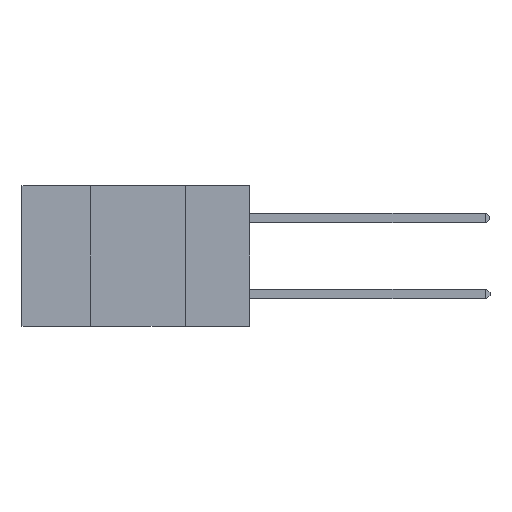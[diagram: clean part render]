
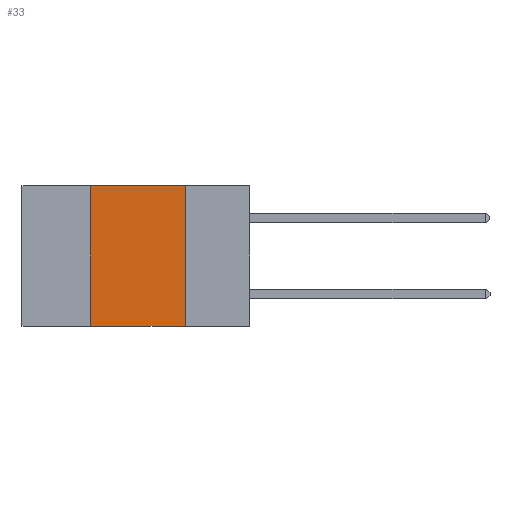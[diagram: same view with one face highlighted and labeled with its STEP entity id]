
A CAD part, left-side view. The second image highlights one B-rep face of the part: STEP entity #33.
In plain terms, the highlighted planar face has unit normal (-1, 0, 0).
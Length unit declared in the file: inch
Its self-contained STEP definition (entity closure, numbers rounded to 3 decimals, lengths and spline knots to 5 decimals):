
#33 = ADVANCED_FACE ( 'NONE', ( #12183 ), #6743, .F. ) ;
#552 = LINE ( 'NONE', #4564, #5355 ) ;
#1433 = CARTESIAN_POINT ( 'NONE',  ( 0., 0.42, -0.37 ) ) ;
#1836 = LINE ( 'NONE', #5506, #11571 ) ;
#2104 = LINE ( 'NONE', #4105, #11856 ) ;
#2333 = VECTOR ( 'NONE', #9810, 39.37008 ) ;
#2336 = DIRECTION ( 'NONE',  ( 0., -1., 0. ) ) ;
#2518 = VERTEX_POINT ( 'NONE', #7869 ) ;
#2603 = EDGE_CURVE ( 'NONE', #10555, #4590, #2104, .T. ) ;
#3637 = EDGE_CURVE ( 'NONE', #10555, #11792, #552, .T. ) ;
#3798 = DIRECTION ( 'NONE',  ( 1., 0., 0. ) ) ;
#4105 = CARTESIAN_POINT ( 'NONE',  ( 0., 0.6, -0.37 ) ) ;
#4564 = CARTESIAN_POINT ( 'NONE',  ( 0., 0.42, 0. ) ) ;
#4590 = VERTEX_POINT ( 'NONE', #7533 ) ;
#4768 = CARTESIAN_POINT ( 'NONE',  ( 0., 0.17, 0. ) ) ;
#5307 = EDGE_CURVE ( 'NONE', #2518, #4590, #9941, .T. ) ;
#5355 = VECTOR ( 'NONE', #10190, 39.37008 ) ;
#5506 = CARTESIAN_POINT ( 'NONE',  ( 0., 0.6, 0. ) ) ;
#6063 = ORIENTED_EDGE ( 'NONE', *, *, #5307, .F. ) ;
#6743 = PLANE ( 'NONE',  #9031 ) ;
#7533 = CARTESIAN_POINT ( 'NONE',  ( 0., 0.17, -0.37 ) ) ;
#7869 = CARTESIAN_POINT ( 'NONE',  ( 0., 0.17, 0. ) ) ;
#8095 = ORIENTED_EDGE ( 'NONE', *, *, #11458, .F. ) ;
#9031 = AXIS2_PLACEMENT_3D ( 'NONE', #11737, #3798, #12260 ) ;
#9103 = EDGE_LOOP ( 'NONE', ( #6063, #8095, #11079, #9791 ) ) ;
#9791 = ORIENTED_EDGE ( 'NONE', *, *, #2603, .T. ) ;
#9794 = CARTESIAN_POINT ( 'NONE',  ( 0., 0.42, 0. ) ) ;
#9810 = DIRECTION ( 'NONE',  ( 0., 0., -1. ) ) ;
#9941 = LINE ( 'NONE', #4768, #2333 ) ;
#10190 = DIRECTION ( 'NONE',  ( 0., 0., 1. ) ) ;
#10555 = VERTEX_POINT ( 'NONE', #1433 ) ;
#11079 = ORIENTED_EDGE ( 'NONE', *, *, #3637, .F. ) ;
#11189 = DIRECTION ( 'NONE',  ( 0., -1., 0. ) ) ;
#11458 = EDGE_CURVE ( 'NONE', #11792, #2518, #1836, .T. ) ;
#11571 = VECTOR ( 'NONE', #11189, 39.37008 ) ;
#11737 = CARTESIAN_POINT ( 'NONE',  ( 0., 0.6, 0. ) ) ;
#11792 = VERTEX_POINT ( 'NONE', #9794 ) ;
#11856 = VECTOR ( 'NONE', #2336, 39.37008 ) ;
#12183 = FACE_OUTER_BOUND ( 'NONE', #9103, .T. ) ;
#12260 = DIRECTION ( 'NONE',  ( 0., 0., -1. ) ) ;
